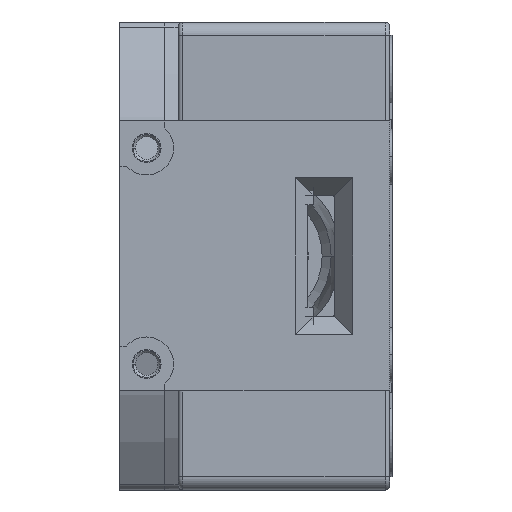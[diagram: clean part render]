
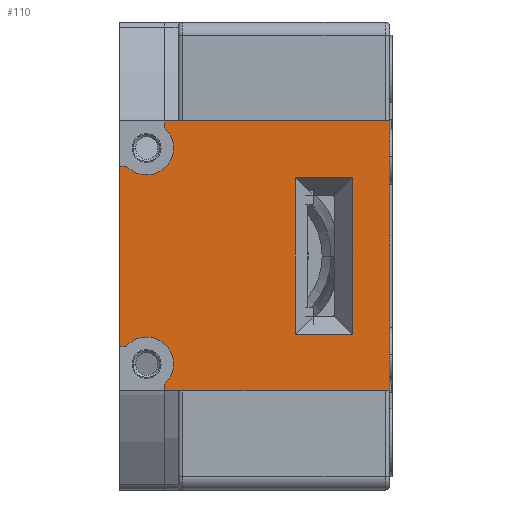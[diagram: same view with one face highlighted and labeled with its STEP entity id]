
A CAD part, left-side view. The second image highlights one B-rep face of the part: STEP entity #110.
In plain terms, the highlighted planar face has unit normal (-1, 0, 0).
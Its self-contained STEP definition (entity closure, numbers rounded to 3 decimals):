
#110=ADVANCED_FACE('',(#880,#881),#882,.T.);
#880=FACE_OUTER_BOUND('',#2401,.T.);
#881=FACE_BOUND('',#2402,.T.);
#882=PLANE('',#2403);
#2401=EDGE_LOOP('',(#4351,#4352,#4353,#4354,#4355,#4356,#4357,#4358,#4359,#4360,#4361,#4362));
#2402=EDGE_LOOP('',(#4363,#4364,#4365,#4366));
#2403=AXIS2_PLACEMENT_3D('',#4367,#4368,#4369);
#4351=ORIENTED_EDGE('',*,*,#9836,.T.);
#4352=ORIENTED_EDGE('',*,*,#10068,.T.);
#4353=ORIENTED_EDGE('',*,*,#10069,.F.);
#4354=ORIENTED_EDGE('',*,*,#9896,.F.);
#4355=ORIENTED_EDGE('',*,*,#10070,.T.);
#4356=ORIENTED_EDGE('',*,*,#10066,.T.);
#4357=ORIENTED_EDGE('',*,*,#9866,.T.);
#4358=ORIENTED_EDGE('',*,*,#10065,.F.);
#4359=ORIENTED_EDGE('',*,*,#10063,.F.);
#4360=ORIENTED_EDGE('',*,*,#9867,.T.);
#4361=ORIENTED_EDGE('',*,*,#9876,.T.);
#4362=ORIENTED_EDGE('',*,*,#10071,.T.);
#4363=ORIENTED_EDGE('',*,*,#9934,.T.);
#4364=ORIENTED_EDGE('',*,*,#10072,.T.);
#4365=ORIENTED_EDGE('',*,*,#10073,.T.);
#4366=ORIENTED_EDGE('',*,*,#10074,.T.);
#4367=CARTESIAN_POINT('',(-58.5,0.0,-15.0));
#4368=DIRECTION('',(-1.0,0.0,0.0));
#4369=DIRECTION('',(0.0,1.0,0.0));
#9836=EDGE_CURVE('',#11742,#11739,#11743,.T.);
#9866=EDGE_CURVE('',#11796,#11800,#11802,.T.);
#9867=EDGE_CURVE('',#11803,#11804,#11805,.T.);
#9876=EDGE_CURVE('',#11804,#11819,#11822,.T.);
#9896=EDGE_CURVE('',#11854,#11856,#11857,.T.);
#9934=EDGE_CURVE('',#11923,#11921,#11924,.T.);
#10063=EDGE_CURVE('',#11803,#12159,#12160,.T.);
#10065=EDGE_CURVE('',#12159,#11800,#12162,.T.);
#10066=EDGE_CURVE('',#12163,#11796,#12164,.T.);
#10068=EDGE_CURVE('',#11739,#12166,#12167,.T.);
#10069=EDGE_CURVE('',#11856,#12166,#12168,.T.);
#10070=EDGE_CURVE('',#11854,#12163,#12169,.T.);
#10071=EDGE_CURVE('',#11819,#11742,#12170,.T.);
#10072=EDGE_CURVE('',#11921,#12171,#12172,.T.);
#10073=EDGE_CURVE('',#12171,#12173,#12174,.T.);
#10074=EDGE_CURVE('',#12173,#11923,#12175,.T.);
#11739=VERTEX_POINT('',#14889);
#11742=VERTEX_POINT('',#14893);
#11743=CIRCLE('',#14894,3.0);
#11796=VERTEX_POINT('',#14960);
#11800=VERTEX_POINT('',#14965);
#11802=CIRCLE('',#14968,3.0);
#11803=VERTEX_POINT('',#14969);
#11804=VERTEX_POINT('',#14970);
#11805=LINE('',#14971,#14972);
#11819=VERTEX_POINT('',#14993);
#11822=LINE('',#14997,#14998);
#11854=VERTEX_POINT('',#15042);
#11856=VERTEX_POINT('',#15045);
#11857=LINE('',#15046,#15047);
#11921=VERTEX_POINT('',#15147);
#11923=VERTEX_POINT('',#15150);
#11924=LINE('',#15151,#15152);
#12159=VERTEX_POINT('',#15505);
#12160=LINE('',#15506,#15507);
#12162=LINE('',#15510,#15511);
#12163=VERTEX_POINT('',#15512);
#12164=CIRCLE('',#15513,3.0);
#12166=VERTEX_POINT('',#15516);
#12167=CIRCLE('',#15517,3.0);
#12168=LINE('',#15518,#15519);
#12169=LINE('',#15520,#15521);
#12170=LINE('',#15522,#15523);
#12171=VERTEX_POINT('',#15524);
#12172=LINE('',#15525,#15526);
#12173=VERTEX_POINT('',#15527);
#12174=LINE('',#15528,#15529);
#12175=LINE('',#15530,#15531);
#14889=CARTESIAN_POINT('',(-58.5,27.0,9.0));
#14893=CARTESIAN_POINT('',(-58.5,25.0,14.236));
#14894=AXIS2_PLACEMENT_3D('',#19977,#19978,#19979);
#14960=CARTESIAN_POINT('',(-58.5,27.0,-9.0));
#14965=CARTESIAN_POINT('',(-58.5,25.0,-14.236));
#14968=AXIS2_PLACEMENT_3D('',#20037,#20038,#20039);
#14969=CARTESIAN_POINT('',(-58.5,0.0,-15.0));
#14970=CARTESIAN_POINT('',(-58.5,0.0,15.0));
#14971=CARTESIAN_POINT('',(-58.5,0.0,-15.0));
#14972=VECTOR('',#20040,30.0);
#14993=CARTESIAN_POINT('',(-58.5,25.0,15.0));
#14997=CARTESIAN_POINT('',(-58.5,0.0,15.0));
#14998=VECTOR('',#20049,25.0);
#15042=CARTESIAN_POINT('',(-58.5,30.0,-10.0));
#15045=CARTESIAN_POINT('',(-58.5,30.0,10.0));
#15046=CARTESIAN_POINT('',(-58.5,30.0,-10.0));
#15047=VECTOR('',#20081,20.0);
#15147=CARTESIAN_POINT('',(-58.5,10.5,8.7));
#15150=CARTESIAN_POINT('',(-58.5,10.5,-8.7));
#15151=CARTESIAN_POINT('',(-58.5,10.5,-8.7));
#15152=VECTOR('',#20119,17.4);
#15505=CARTESIAN_POINT('',(-58.5,25.0,-15.0));
#15506=CARTESIAN_POINT('',(-58.5,0.0,-15.0));
#15507=VECTOR('',#20268,25.0);
#15510=CARTESIAN_POINT('',(-58.5,25.0,-15.0));
#15511=VECTOR('',#20270,0.764);
#15512=CARTESIAN_POINT('',(-58.5,29.236,-10.0));
#15513=AXIS2_PLACEMENT_3D('',#20271,#20272,#20273);
#15516=CARTESIAN_POINT('',(-58.5,29.236,10.0));
#15517=AXIS2_PLACEMENT_3D('',#20275,#20276,#20277);
#15518=CARTESIAN_POINT('',(-58.5,30.0,10.0));
#15519=VECTOR('',#20278,0.764);
#15520=CARTESIAN_POINT('',(-58.5,30.0,-10.0));
#15521=VECTOR('',#20279,0.764);
#15522=CARTESIAN_POINT('',(-58.5,25.0,15.0));
#15523=VECTOR('',#20280,0.764);
#15524=CARTESIAN_POINT('',(-58.5,4.1,8.7));
#15525=CARTESIAN_POINT('',(-58.5,10.5,8.7));
#15526=VECTOR('',#20281,6.4);
#15527=CARTESIAN_POINT('',(-58.5,4.1,-8.7));
#15528=CARTESIAN_POINT('',(-58.5,4.1,8.7));
#15529=VECTOR('',#20282,17.4);
#15530=CARTESIAN_POINT('',(-58.5,4.1,-8.7));
#15531=VECTOR('',#20283,6.4);
#19977=CARTESIAN_POINT('',(-58.5,27.0,12.0));
#19978=DIRECTION('',(1.0,0.0,0.0));
#19979=DIRECTION('',(-0.0,-0.667,0.745));
#20037=CARTESIAN_POINT('',(-58.5,27.0,-12.0));
#20038=DIRECTION('',(1.0,0.0,-0.0));
#20039=DIRECTION('',(0.0,0.745,0.667));
#20040=DIRECTION('',(0.0,0.0,1.0));
#20049=DIRECTION('',(0.0,1.0,0.0));
#20081=DIRECTION('',(0.0,0.0,1.0));
#20119=DIRECTION('',(0.0,0.0,1.0));
#20268=DIRECTION('',(0.0,1.0,0.0));
#20270=DIRECTION('',(0.0,0.0,1.0));
#20271=CARTESIAN_POINT('',(-58.5,27.0,-12.0));
#20272=DIRECTION('',(1.0,0.0,-0.0));
#20273=DIRECTION('',(0.0,0.745,0.667));
#20275=CARTESIAN_POINT('',(-58.5,27.0,12.0));
#20276=DIRECTION('',(1.0,0.0,0.0));
#20277=DIRECTION('',(-0.0,-0.667,0.745));
#20278=DIRECTION('',(0.0,-1.0,0.0));
#20279=DIRECTION('',(0.0,-1.0,0.0));
#20280=DIRECTION('',(0.0,0.0,-1.0));
#20281=DIRECTION('',(0.0,-1.0,0.0));
#20282=DIRECTION('',(0.0,0.0,-1.0));
#20283=DIRECTION('',(0.0,1.0,0.0));
